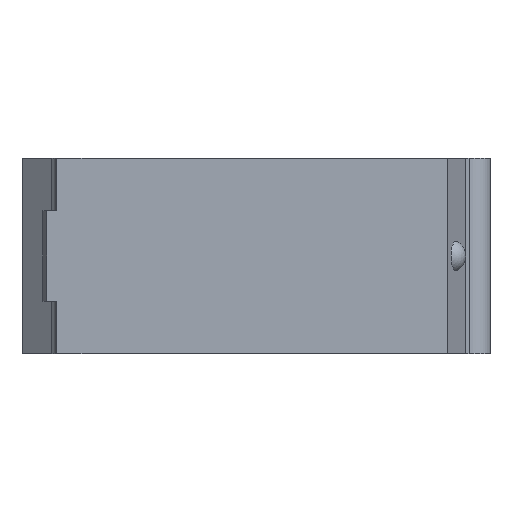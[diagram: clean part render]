
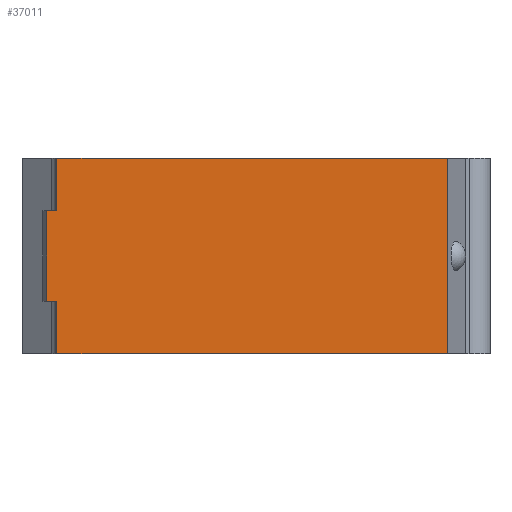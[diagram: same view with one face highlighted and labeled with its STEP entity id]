
A CAD part, front view. The second image highlights one B-rep face of the part: STEP entity #37011.
In plain terms, the highlighted planar face has unit normal (0, -1, 0).
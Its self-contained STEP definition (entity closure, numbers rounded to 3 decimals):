
#152=DIRECTION('',(1.,0.,0.));
#153=VECTOR('',#152,27.9);
#154=CARTESIAN_POINT('',(-14.3,0.,-7.));
#155=LINE('',#154,#153);
#185=DIRECTION('',(0.,0.,1.));
#186=VECTOR('',#185,14.);
#187=CARTESIAN_POINT('',(13.6,0.,-7.));
#188=LINE('',#187,#186);
#240=DIRECTION('',(1.,0.,0.));
#241=VECTOR('',#240,27.9);
#242=CARTESIAN_POINT('',(-14.3,0.,7.));
#243=LINE('',#242,#241);
#391=DIRECTION('',(0.,0.,1.));
#392=VECTOR('',#391,3.75);
#393=CARTESIAN_POINT('',(-14.3,0.,-7.));
#394=LINE('',#393,#392);
#395=DIRECTION('',(0.,0.,1.));
#396=VECTOR('',#395,6.5);
#397=CARTESIAN_POINT('',(-15.032,0.,-3.25));
#398=LINE('',#397,#396);
#399=DIRECTION('',(0.,0.,1.));
#400=VECTOR('',#399,3.75);
#401=CARTESIAN_POINT('',(-14.3,0.,3.25));
#402=LINE('',#401,#400);
#431=DIRECTION('',(1.,0.,0.));
#432=VECTOR('',#431,0.732);
#433=CARTESIAN_POINT('',(-15.032,0.,-3.25));
#434=LINE('',#433,#432);
#435=DIRECTION('',(1.,0.,0.));
#436=VECTOR('',#435,0.732);
#437=CARTESIAN_POINT('',(-15.032,0.,3.25));
#438=LINE('',#437,#436);
#30992=CARTESIAN_POINT('',(13.6,0.,-7.));
#30994=VERTEX_POINT('',#30992);
#31064=CARTESIAN_POINT('',(-14.3,0.,-7.));
#31065=VERTEX_POINT('',#31064);
#31066=CARTESIAN_POINT('',(13.6,0.,7.));
#31068=VERTEX_POINT('',#31066);
#31138=CARTESIAN_POINT('',(-14.3,0.,7.));
#31139=VERTEX_POINT('',#31138);
#31144=CARTESIAN_POINT('',(-15.032,0.,-3.25));
#31145=VERTEX_POINT('',#31144);
#31150=CARTESIAN_POINT('',(-15.032,0.,3.25));
#31151=VERTEX_POINT('',#31150);
#31152=CARTESIAN_POINT('',(-14.3,0.,-3.25));
#31154=VERTEX_POINT('',#31152);
#31156=CARTESIAN_POINT('',(-14.3,0.,3.25));
#31158=VERTEX_POINT('',#31156);
#36991=CARTESIAN_POINT('',(-14.3,0.,-7.));
#36992=DIRECTION('',(0.,-1.,0.));
#36993=DIRECTION('',(1.,0.,0.));
#36994=AXIS2_PLACEMENT_3D('',#36991,#36992,#36993);
#36995=PLANE('',#36994);
#36997=ORIENTED_EDGE('',*,*,#36996,.T.);
#36999=ORIENTED_EDGE('',*,*,#36998,.F.);
#37001=ORIENTED_EDGE('',*,*,#37000,.T.);
#37003=ORIENTED_EDGE('',*,*,#37002,.T.);
#37005=ORIENTED_EDGE('',*,*,#37004,.T.);
#37006=ORIENTED_EDGE('',*,*,#36917,.T.);
#37007=ORIENTED_EDGE('',*,*,#36861,.F.);
#37008=ORIENTED_EDGE('',*,*,#36844,.F.);
#37009=EDGE_LOOP('',(#36997,#36999,#37001,#37003,#37005,#37006,#37007,#37008));
#37010=FACE_OUTER_BOUND('',#37009,.F.);
#37011=ADVANCED_FACE('',(#37010),#36995,.T.);
#36844=EDGE_CURVE('',#31065,#30994,#155,.T.);
#36861=EDGE_CURVE('',#30994,#31068,#188,.T.);
#36917=EDGE_CURVE('',#31139,#31068,#243,.T.);
#36996=EDGE_CURVE('',#31065,#31154,#394,.T.);
#36998=EDGE_CURVE('',#31145,#31154,#434,.T.);
#37000=EDGE_CURVE('',#31145,#31151,#398,.T.);
#37002=EDGE_CURVE('',#31151,#31158,#438,.T.);
#37004=EDGE_CURVE('',#31158,#31139,#402,.T.);
